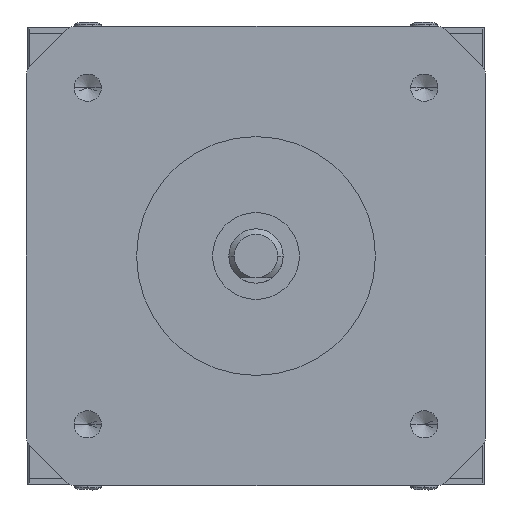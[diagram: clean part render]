
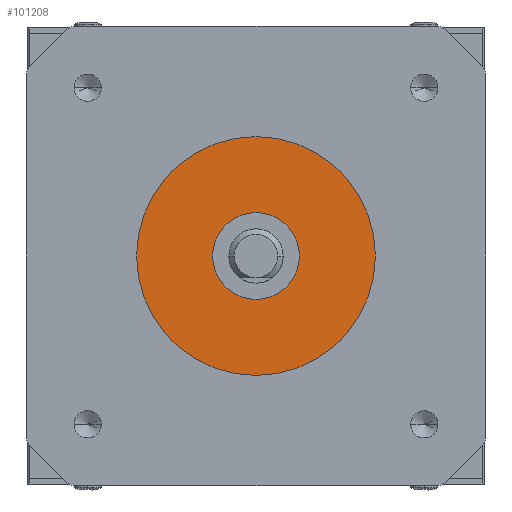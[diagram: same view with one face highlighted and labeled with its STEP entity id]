
A CAD part, front view. The second image highlights one B-rep face of the part: STEP entity #101208.
In plain terms, the highlighted face is planar.
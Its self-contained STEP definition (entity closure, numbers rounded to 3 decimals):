
#1851 = ORIENTED_EDGE ( 'NONE', *, *, #32742, .F. ) ;
#4727 = EDGE_LOOP ( 'NONE', ( #88198, #1851 ) ) ;
#6507 = DIRECTION ( 'NONE',  ( 0., 0., -1. ) ) ;
#7708 = DIRECTION ( 'NONE',  ( 0., 0., -1. ) ) ;
#8714 = CARTESIAN_POINT ( 'NONE',  ( 11., 0., -41.5 ) ) ;
#17547 = DIRECTION ( 'NONE',  ( -1., 0., 0. ) ) ;
#18263 = AXIS2_PLACEMENT_3D ( 'NONE', #81990, #19268, #17547 ) ;
#19268 = DIRECTION ( 'NONE',  ( 0., 0., -1. ) ) ;
#24707 = CARTESIAN_POINT ( 'NONE',  ( 0., 0., -41.5 ) ) ;
#25360 = CARTESIAN_POINT ( 'NONE',  ( 0., 0., -41.5 ) ) ;
#31751 = PLANE ( 'NONE',  #103974 ) ;
#32742 = EDGE_CURVE ( 'NONE', #104957, #114000, #38434, .T. ) ;
#33327 = VERTEX_POINT ( 'NONE', #8714 ) ;
#33485 = DIRECTION ( 'NONE',  ( -1., 0., 0. ) ) ;
#33767 = EDGE_CURVE ( 'NONE', #33327, #53707, #36783, .T. ) ;
#36783 = CIRCLE ( 'NONE', #89149, 11. ) ;
#38434 = CIRCLE ( 'NONE', #44091, 4. ) ;
#38861 = DIRECTION ( 'NONE',  ( -1., 0., 0. ) ) ;
#39768 = ORIENTED_EDGE ( 'NONE', *, *, #33767, .T. ) ;
#41705 = EDGE_CURVE ( 'NONE', #114000, #104957, #68825, .T. ) ;
#44091 = AXIS2_PLACEMENT_3D ( 'NONE', #25360, #7708, #95709 ) ;
#51522 = EDGE_CURVE ( 'NONE', #53707, #33327, #77347, .T. ) ;
#51663 = DIRECTION ( 'NONE',  ( 0., 0., -1. ) ) ;
#53707 = VERTEX_POINT ( 'NONE', #78299 ) ;
#57664 = EDGE_LOOP ( 'NONE', ( #39768, #80752 ) ) ;
#68825 = CIRCLE ( 'NONE', #18263, 4. ) ;
#72381 = FACE_OUTER_BOUND ( 'NONE', #57664, .T. ) ;
#74629 = CARTESIAN_POINT ( 'NONE',  ( 0., 0., -41.5 ) ) ;
#77347 = CIRCLE ( 'NONE', #88522, 11. ) ;
#78299 = CARTESIAN_POINT ( 'NONE',  ( -11., 0., -41.5 ) ) ;
#80752 = ORIENTED_EDGE ( 'NONE', *, *, #51522, .T. ) ;
#81990 = CARTESIAN_POINT ( 'NONE',  ( 0., 0., -41.5 ) ) ;
#87298 = CARTESIAN_POINT ( 'NONE',  ( 4., 0., -41.5 ) ) ;
#88198 = ORIENTED_EDGE ( 'NONE', *, *, #41705, .F. ) ;
#88522 = AXIS2_PLACEMENT_3D ( 'NONE', #105039, #6507, #105625 ) ;
#89149 = AXIS2_PLACEMENT_3D ( 'NONE', #74629, #110350, #38861 ) ;
#90412 = CARTESIAN_POINT ( 'NONE',  ( -4., 0., -41.5 ) ) ;
#95709 = DIRECTION ( 'NONE',  ( -1., 0., 0. ) ) ;
#101208 = ADVANCED_FACE ( 'NONE', ( #72381, #112004 ), #31751, .T. ) ;
#103974 = AXIS2_PLACEMENT_3D ( 'NONE', #24707, #51663, #33485 ) ;
#104957 = VERTEX_POINT ( 'NONE', #90412 ) ;
#105039 = CARTESIAN_POINT ( 'NONE',  ( 0., 0., -41.5 ) ) ;
#105625 = DIRECTION ( 'NONE',  ( -1., 0., 0. ) ) ;
#110350 = DIRECTION ( 'NONE',  ( 0., 0., -1. ) ) ;
#112004 = FACE_BOUND ( 'NONE', #4727, .T. ) ;
#114000 = VERTEX_POINT ( 'NONE', #87298 ) ;
